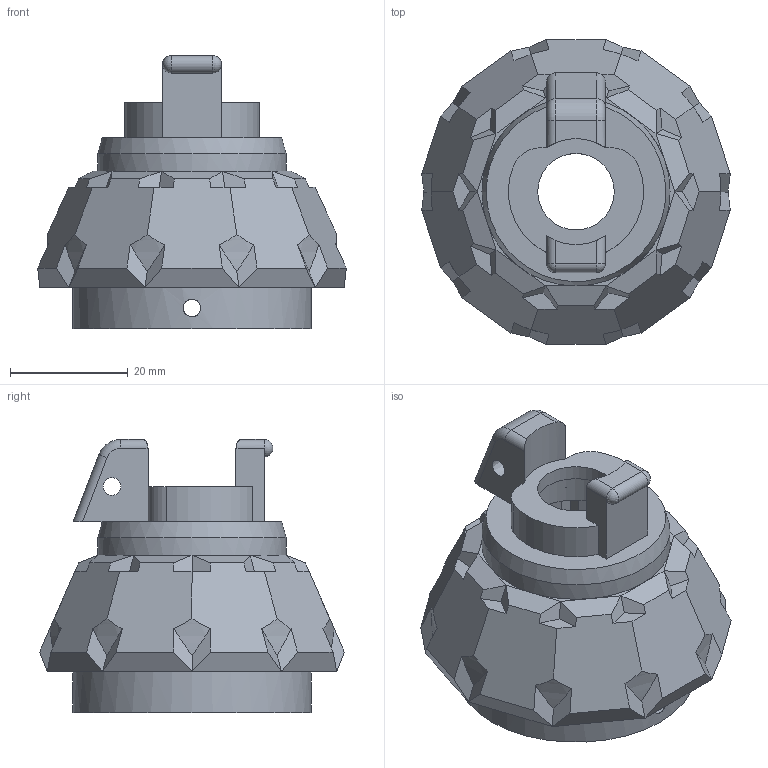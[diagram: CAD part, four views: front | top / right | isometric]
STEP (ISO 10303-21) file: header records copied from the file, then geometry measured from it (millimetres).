
FILE_DESCRIPTION(/* description */ (''),/* implementation_level */ '2;1');
FILE_NAME(/* name */ 'Upper_body.step',/* time_stamp */ '2021-01-31T15:05:46+02:00',/* author */ (''),/* organization */ (''),/* preprocessor_version */ 'ST-DEVELOPER v18.1',/* originating_system */ 'Autodesk Translation Framework v9.7.1.1290',/* authorisation */ '');
FILE_SCHEMA (('AUTOMOTIVE_DESIGN { 1 0 10303 214 3 1 1 }'));
Length unit declared in the file: millimetre
Products named in the file (1): Upper_body
Bounding box: 52.48 x 51.83 x 46.45 mm (x, y, z)
Volume: 25692.6 mm3; surface area: 11926.6 mm2
Topology: 1 solids, 1 shells, 741 faces, 2148 edges, 1408 vertices
Faces by surface type: plane 683, cylinder 51, cone 2, sphere 2, torus 2, bspline 1
Full cylindrical faces by diameter (mm): 3 x2, 13 x1, 18 x1, 32 x1, 33.368 x1, 33.383 x1, 34.6 x1, 40.6 x1
Entity records: 25399 total; most frequent: DIRECTION 4858, CARTESIAN_POINT 4673, ORIENTED_EDGE 4290, EDGE_CURVE 2145, AXIS2_PLACEMENT_3D 1997, VERTEX_POINT 1408, ELLIPSE 1171, LINE 864
